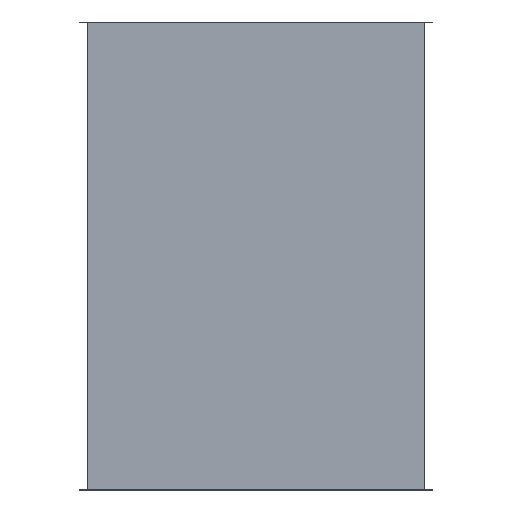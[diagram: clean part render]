
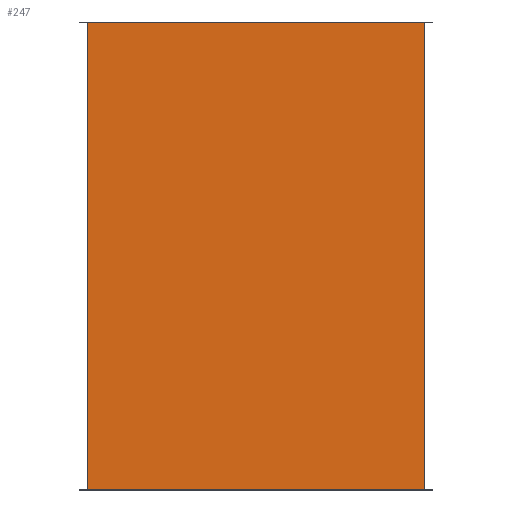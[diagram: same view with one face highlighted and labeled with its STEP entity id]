
A CAD part, front view. The second image highlights one B-rep face of the part: STEP entity #247.
In plain terms, the highlighted planar face has unit normal (0, -1, 0).
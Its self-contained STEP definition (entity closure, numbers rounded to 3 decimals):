
#32 = VERTEX_POINT ( 'NONE', #687 ) ;
#38 = VERTEX_POINT ( 'NONE', #677 ) ;
#40 = EDGE_CURVE ( 'NONE', #38, #32, #676, .T. ) ;
#203 = EDGE_CURVE ( 'NONE', #32, #240, #1082, .T. ) ;
#204 = ORIENTED_EDGE ( 'NONE', *, *, #40, .F. ) ;
#225 = ORIENTED_EDGE ( 'NONE', *, *, #226, .F. ) ;
#226 = EDGE_CURVE ( 'NONE', #243, #38, #1152, .T. ) ;
#227 = ORIENTED_EDGE ( 'NONE', *, *, #242, .T. ) ;
#240 = VERTEX_POINT ( 'NONE', #1122 ) ;
#242 = EDGE_CURVE ( 'NONE', #243, #240, #1121, .T. ) ;
#243 = VERTEX_POINT ( 'NONE', #1117 ) ;
#247 = ADVANCED_FACE ( 'NONE', ( #1178 ), #1177, .F. ) ;
#248 = EDGE_LOOP ( 'NONE', ( #249, #204, #225, #227 ) ) ;
#249 = ORIENTED_EDGE ( 'NONE', *, *, #203, .F. ) ;
#673 = DIRECTION ( 'NONE',  ( 0., 0., -1. ) ) ;
#674 = VECTOR ( 'NONE', #673, 1000. ) ;
#675 = CARTESIAN_POINT ( 'NONE',  ( 451., -201., 625. ) ) ;
#676 = LINE ( 'NONE', #675, #674 ) ;
#677 = CARTESIAN_POINT ( 'NONE',  ( 451., -201., 624. ) ) ;
#687 = CARTESIAN_POINT ( 'NONE',  ( 451., -201., -624. ) ) ;
#1079 = DIRECTION ( 'NONE',  ( -1., 0., 0. ) ) ;
#1080 = VECTOR ( 'NONE', #1079, 1000. ) ;
#1081 = CARTESIAN_POINT ( 'NONE',  ( 450., -201., -624. ) ) ;
#1082 = LINE ( 'NONE', #1081, #1080 ) ;
#1117 = CARTESIAN_POINT ( 'NONE',  ( -451., -201., 624. ) ) ;
#1118 = DIRECTION ( 'NONE',  ( 0., 0., -1. ) ) ;
#1119 = VECTOR ( 'NONE', #1118, 1000. ) ;
#1120 = CARTESIAN_POINT ( 'NONE',  ( -451., -201., 625. ) ) ;
#1121 = LINE ( 'NONE', #1120, #1119 ) ;
#1122 = CARTESIAN_POINT ( 'NONE',  ( -451., -201., -624. ) ) ;
#1149 = DIRECTION ( 'NONE',  ( 1., 0., 0. ) ) ;
#1150 = VECTOR ( 'NONE', #1149, 1000. ) ;
#1151 = CARTESIAN_POINT ( 'NONE',  ( 450., -201., 624. ) ) ;
#1152 = LINE ( 'NONE', #1151, #1150 ) ;
#1172 = DIRECTION ( 'NONE',  ( -1., 0., 0. ) ) ;
#1173 = DIRECTION ( 'NONE',  ( 0., 1., 0. ) ) ;
#1174 = CARTESIAN_POINT ( 'NONE',  ( 450., -201., 625. ) ) ;
#1176 = AXIS2_PLACEMENT_3D ( 'NONE', #1174, #1173, #1172 ) ;
#1177 = PLANE ( 'NONE',  #1176 ) ;
#1178 = FACE_OUTER_BOUND ( 'NONE', #248, .T. ) ;
